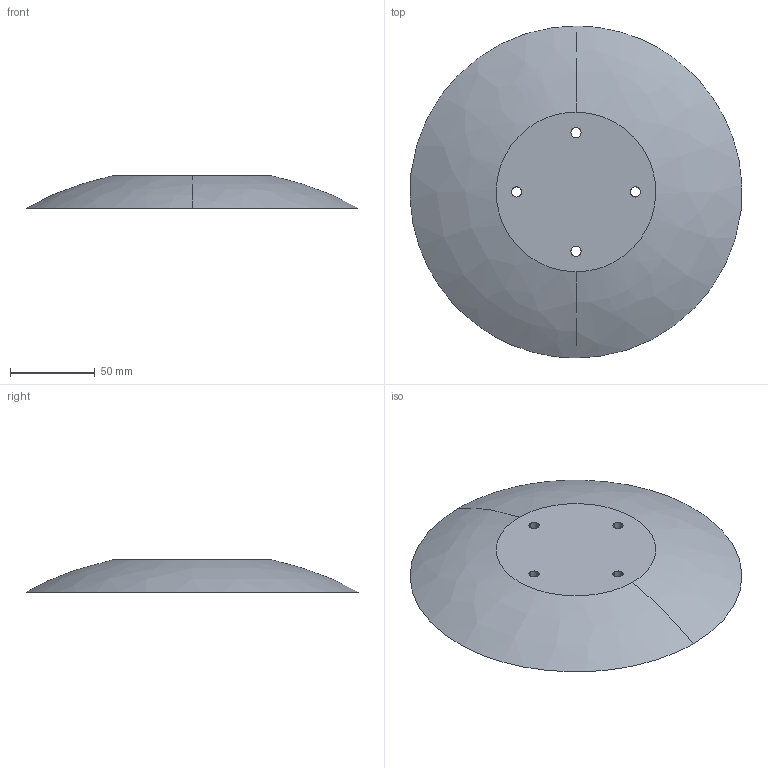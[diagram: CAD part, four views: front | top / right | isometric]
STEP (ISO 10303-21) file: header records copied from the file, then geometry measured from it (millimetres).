
FILE_DESCRIPTION(/* description */ (''),/* implementation_level */ '2;1');
FILE_NAME(/* name */ 'Körper16',/* time_stamp */ '2013-01-29T16:46:01+01:00',/* author */ (''),/* organization */ (''),/* preprocessor_version */ 'ST-DEVELOPER v10',/* originating_system */ '',/* authorisation */ '');
FILE_SCHEMA (('CONFIG_CONTROL_DESIGN'));
Length unit declared in the file: millimetre
Products named in the file (1): 1
Bounding box: 195.6 x 195.82 x 19 mm (x, y, z)
Volume: 358306.9 mm3; surface area: 63258.9 mm2
Topology: 1 solids, 1 shells, 12 faces, 30 edges, 20 vertices
Faces by surface type: bspline 10, plane 2
Entity records: 524 total; most frequent: CARTESIAN_POINT 256, ORIENTED_EDGE 60, EDGE_CURVE 30, EDGE_LOOP 20, VERTEX_POINT 20, ADVANCED_FACE 12, FACE_OUTER_BOUND 12, FACE_BOUND 8
